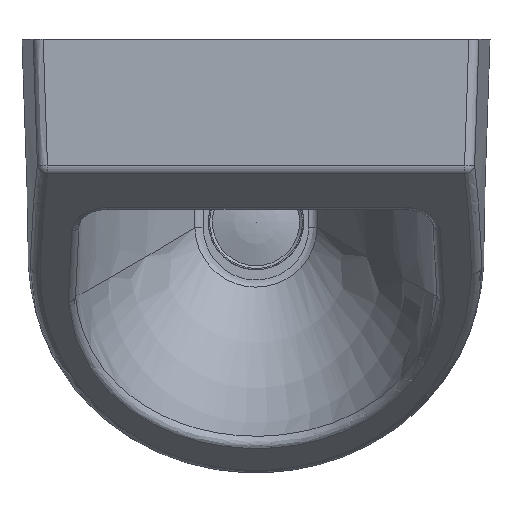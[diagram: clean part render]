
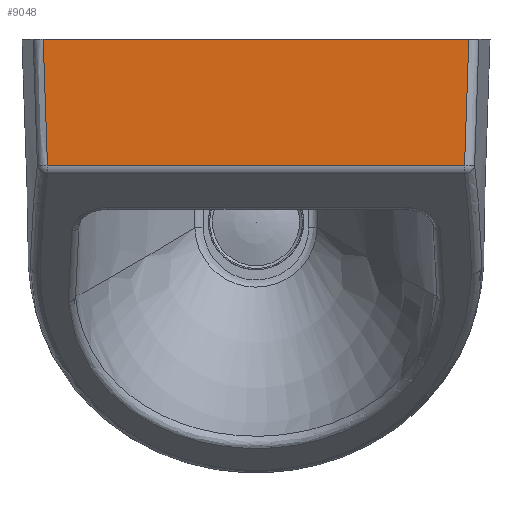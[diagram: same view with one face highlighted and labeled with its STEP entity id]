
A CAD part, top view. The second image highlights one B-rep face of the part: STEP entity #9048.
In plain terms, the highlighted face is planar.
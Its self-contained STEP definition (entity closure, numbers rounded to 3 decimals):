
#8840=CARTESIAN_POINT('',(268.427,-71.934,-265.));
#8841=VERTEX_POINT('',#8840);
#8850=CARTESIAN_POINT('',(-18.465,-71.934,-265.));
#8851=VERTEX_POINT('',#8850);
#8859=CARTESIAN_POINT('',(-18.465,-71.934,-265.));
#8860=DIRECTION('',(1.0,0.0,0.0));
#8861=VECTOR('',#8860,286.892);
#8862=LINE('',#8859,#8861);
#8863=EDGE_CURVE('',#8851,#8841,#8862,.T.);
#8998=CARTESIAN_POINT('',(271.37,14.863,-265.));
#8999=VERTEX_POINT('',#8998);
#9000=CARTESIAN_POINT('',(268.427,-71.934,-265.));
#9001=CARTESIAN_POINT('',(269.408,-43.001,-265.));
#9002=CARTESIAN_POINT('',(270.389,-14.069,-265.));
#9003=CARTESIAN_POINT('',(271.37,14.863,-265.));
#9004=B_SPLINE_CURVE_WITH_KNOTS('',3,(#9000,#9001,#9002,#9003),.UNSPECIFIED.,.F.,.U.,(4,4),(6.872,15.557),.UNSPECIFIED.);
#9005=EDGE_CURVE('',#8841,#8999,#9004,.T.);
#9024=CARTESIAN_POINT('',(124.981,-108.398,-265.));
#9025=DIRECTION('',(0.0,0.0,1.0));
#9026=DIRECTION('',(1.0,0.0,0.0));
#9027=AXIS2_PLACEMENT_3D('',#9024,#9025,#9026);
#9028=PLANE('',#9027);
#9029=ORIENTED_EDGE('',*,*,#8863,.F.);
#9030=CARTESIAN_POINT('',(-21.407,14.863,-265.));
#9031=VERTEX_POINT('',#9030);
#9032=CARTESIAN_POINT('',(-21.407,14.863,-265.));
#9033=CARTESIAN_POINT('',(-20.426,-14.069,-265.));
#9034=CARTESIAN_POINT('',(-19.446,-43.001,-265.));
#9035=CARTESIAN_POINT('',(-18.465,-71.934,-265.));
#9036=B_SPLINE_CURVE_WITH_KNOTS('',3,(#9032,#9033,#9034,#9035),.UNSPECIFIED.,.F.,.U.,(4,4),(0.024,8.708),.UNSPECIFIED.);
#9037=EDGE_CURVE('',#9031,#8851,#9036,.T.);
#9038=ORIENTED_EDGE('',*,*,#9037,.F.);
#9039=CARTESIAN_POINT('',(-21.407,14.863,-265.));
#9040=DIRECTION('',(1.0,0.0,0.0));
#9041=VECTOR('',#9040,292.777);
#9042=LINE('',#9039,#9041);
#9043=EDGE_CURVE('',#9031,#8999,#9042,.T.);
#9044=ORIENTED_EDGE('',*,*,#9043,.T.);
#9045=ORIENTED_EDGE('',*,*,#9005,.F.);
#9046=EDGE_LOOP('',(#9029,#9038,#9044,#9045));
#9047=FACE_OUTER_BOUND('',#9046,.T.);
#9048=ADVANCED_FACE('',(#9047),#9028,.F.);
